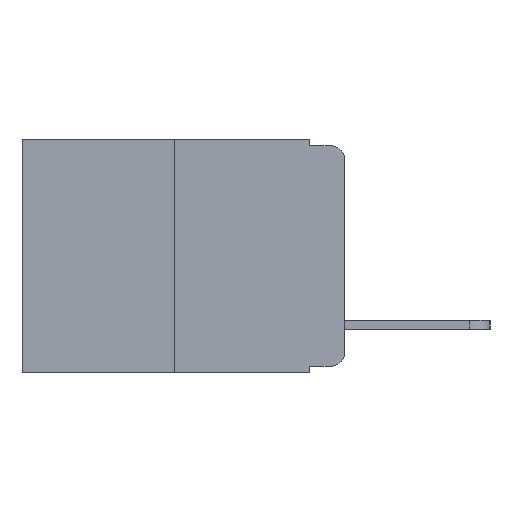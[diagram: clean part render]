
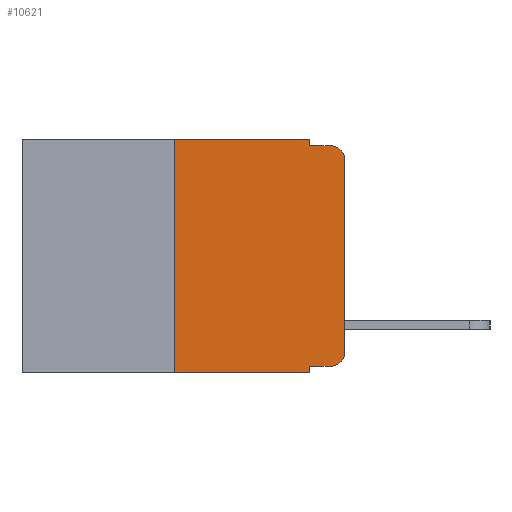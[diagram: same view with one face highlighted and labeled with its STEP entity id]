
A CAD part, left-side view. The second image highlights one B-rep face of the part: STEP entity #10621.
In plain terms, the highlighted planar face has unit normal (-1, 0, 0).
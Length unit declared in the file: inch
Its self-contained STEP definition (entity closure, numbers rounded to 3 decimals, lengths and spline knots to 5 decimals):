
#137 = CARTESIAN_POINT ( 'NONE',  ( 0., 0.02, -0.313 ) ) ;
#208 = CARTESIAN_POINT ( 'NONE',  ( 0., 0.051, -0.01 ) ) ;
#223 = EDGE_CURVE ( 'NONE', #9097, #5771, #7001, .T. ) ;
#286 = DIRECTION ( 'NONE',  ( 1., 0., 0. ) ) ;
#471 = CIRCLE ( 'NONE', #9162, 0.02 ) ;
#585 = CARTESIAN_POINT ( 'NONE',  ( 0., 0.02, -0.333 ) ) ;
#744 = LINE ( 'NONE', #10275, #5905 ) ;
#1123 = DIRECTION ( 'NONE',  ( 0., 0., -1. ) ) ;
#1367 = VERTEX_POINT ( 'NONE', #10570 ) ;
#1454 = VECTOR ( 'NONE', #9397, 39.37008 ) ;
#1523 = CARTESIAN_POINT ( 'NONE',  ( 0., 0.473, 0. ) ) ;
#1578 = VERTEX_POINT ( 'NONE', #208 ) ;
#2029 = CARTESIAN_POINT ( 'NONE',  ( 0., 0.051, -0.333 ) ) ;
#2091 = PLANE ( 'NONE',  #11120 ) ;
#2199 = DIRECTION ( 'NONE',  ( 0., 0., -1. ) ) ;
#2389 = DIRECTION ( 'NONE',  ( 0., -1., 0. ) ) ;
#2712 = ORIENTED_EDGE ( 'NONE', *, *, #7952, .F. ) ;
#2726 = CARTESIAN_POINT ( 'NONE',  ( 0., 0.02, -0.01 ) ) ;
#2819 = VECTOR ( 'NONE', #10792, 39.37008 ) ;
#2912 = DIRECTION ( 'NONE',  ( 0., 0., 1. ) ) ;
#2940 = EDGE_CURVE ( 'NONE', #5771, #10339, #8799, .T. ) ;
#3158 = CARTESIAN_POINT ( 'NONE',  ( 0., 0.051, -0.343 ) ) ;
#3205 = CARTESIAN_POINT ( 'NONE',  ( 0., 0.051, 0. ) ) ;
#3322 = ORIENTED_EDGE ( 'NONE', *, *, #8596, .F. ) ;
#3673 = CIRCLE ( 'NONE', #5479, 0.02 ) ;
#3675 = EDGE_LOOP ( 'NONE', ( #5653, #4777, #4218, #3322, #10353, #9228, #9884, #2712, #9135, #4272 ) ) ;
#3683 = DIRECTION ( 'NONE',  ( -1., 0., 0. ) ) ;
#3917 = CARTESIAN_POINT ( 'NONE',  ( 0., 0., 0. ) ) ;
#3947 = EDGE_CURVE ( 'NONE', #7308, #4910, #3673, .T. ) ;
#3968 = EDGE_CURVE ( 'NONE', #3990, #7308, #5730, .T. ) ;
#3990 = VERTEX_POINT ( 'NONE', #2029 ) ;
#4218 = ORIENTED_EDGE ( 'NONE', *, *, #7782, .F. ) ;
#4272 = ORIENTED_EDGE ( 'NONE', *, *, #3947, .T. ) ;
#4666 = VECTOR ( 'NONE', #2912, 39.37008 ) ;
#4684 = DIRECTION ( 'NONE',  ( 0., 0., 1. ) ) ;
#4741 = EDGE_CURVE ( 'NONE', #4910, #1367, #6954, .T. ) ;
#4777 = ORIENTED_EDGE ( 'NONE', *, *, #7732, .T. ) ;
#4910 = VERTEX_POINT ( 'NONE', #9320 ) ;
#4944 = VECTOR ( 'NONE', #7469, 39.37008 ) ;
#5382 = VERTEX_POINT ( 'NONE', #3158 ) ;
#5479 = AXIS2_PLACEMENT_3D ( 'NONE', #137, #3683, #7299 ) ;
#5652 = CARTESIAN_POINT ( 'NONE',  ( 0., 0.051, -0.01 ) ) ;
#5653 = ORIENTED_EDGE ( 'NONE', *, *, #4741, .T. ) ;
#5704 = CARTESIAN_POINT ( 'NONE',  ( 0., 0.473, 0. ) ) ;
#5717 = VECTOR ( 'NONE', #4684, 39.37008 ) ;
#5730 = LINE ( 'NONE', #10910, #2819 ) ;
#5771 = VERTEX_POINT ( 'NONE', #9943 ) ;
#5905 = VECTOR ( 'NONE', #10311, 39.37008 ) ;
#6022 = VECTOR ( 'NONE', #6190, 39.37008 ) ;
#6190 = DIRECTION ( 'NONE',  ( 0., -1., 0. ) ) ;
#6442 = CARTESIAN_POINT ( 'NONE',  ( 0., 0.25, 0. ) ) ;
#6445 = VECTOR ( 'NONE', #2389, 39.37008 ) ;
#6701 = FACE_OUTER_BOUND ( 'NONE', #3675, .T. ) ;
#6937 = VERTEX_POINT ( 'NONE', #2726 ) ;
#6954 = LINE ( 'NONE', #3917, #5717 ) ;
#7001 = LINE ( 'NONE', #6442, #4666 ) ;
#7227 = CARTESIAN_POINT ( 'NONE',  ( 0., 0.02, -0.03 ) ) ;
#7299 = DIRECTION ( 'NONE',  ( 0., 0., -1. ) ) ;
#7308 = VERTEX_POINT ( 'NONE', #585 ) ;
#7428 = DIRECTION ( 'NONE',  ( -1., 0., 0. ) ) ;
#7469 = DIRECTION ( 'NONE',  ( 0., -1., 0. ) ) ;
#7643 = CARTESIAN_POINT ( 'NONE',  ( 0., 0.051, 0. ) ) ;
#7732 = EDGE_CURVE ( 'NONE', #1367, #6937, #471, .T. ) ;
#7782 = EDGE_CURVE ( 'NONE', #1578, #6937, #8276, .T. ) ;
#7843 = LINE ( 'NONE', #3205, #1454 ) ;
#7952 = EDGE_CURVE ( 'NONE', #3990, #5382, #744, .T. ) ;
#8276 = LINE ( 'NONE', #5652, #4944 ) ;
#8596 = EDGE_CURVE ( 'NONE', #10339, #1578, #7843, .T. ) ;
#8799 = LINE ( 'NONE', #1523, #6445 ) ;
#9097 = VERTEX_POINT ( 'NONE', #11075 ) ;
#9135 = ORIENTED_EDGE ( 'NONE', *, *, #3968, .T. ) ;
#9162 = AXIS2_PLACEMENT_3D ( 'NONE', #7227, #7428, #1123 ) ;
#9228 = ORIENTED_EDGE ( 'NONE', *, *, #223, .F. ) ;
#9286 = EDGE_CURVE ( 'NONE', #9097, #5382, #11193, .T. ) ;
#9320 = CARTESIAN_POINT ( 'NONE',  ( 0., 0., -0.313 ) ) ;
#9397 = DIRECTION ( 'NONE',  ( 0., 0., -1. ) ) ;
#9884 = ORIENTED_EDGE ( 'NONE', *, *, #9286, .T. ) ;
#9943 = CARTESIAN_POINT ( 'NONE',  ( 0., 0.25, 0. ) ) ;
#10275 = CARTESIAN_POINT ( 'NONE',  ( 0., 0.051, 0. ) ) ;
#10311 = DIRECTION ( 'NONE',  ( 0., 0., -1. ) ) ;
#10339 = VERTEX_POINT ( 'NONE', #7643 ) ;
#10353 = ORIENTED_EDGE ( 'NONE', *, *, #2940, .F. ) ;
#10361 = CARTESIAN_POINT ( 'NONE',  ( 0., 0.473, -0.343 ) ) ;
#10570 = CARTESIAN_POINT ( 'NONE',  ( 0., 0., -0.03 ) ) ;
#10621 = ADVANCED_FACE ( 'NONE', ( #6701 ), #2091, .F. ) ;
#10792 = DIRECTION ( 'NONE',  ( 0., -1., 0. ) ) ;
#10910 = CARTESIAN_POINT ( 'NONE',  ( 0., 0.051, -0.333 ) ) ;
#11075 = CARTESIAN_POINT ( 'NONE',  ( 0., 0.25, -0.343 ) ) ;
#11120 = AXIS2_PLACEMENT_3D ( 'NONE', #5704, #286, #2199 ) ;
#11193 = LINE ( 'NONE', #10361, #6022 ) ;
